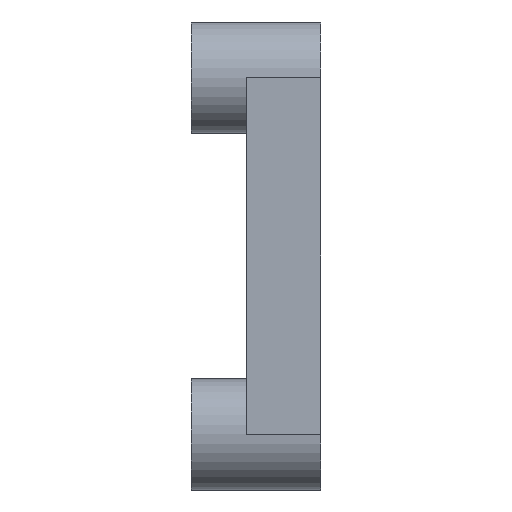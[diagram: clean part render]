
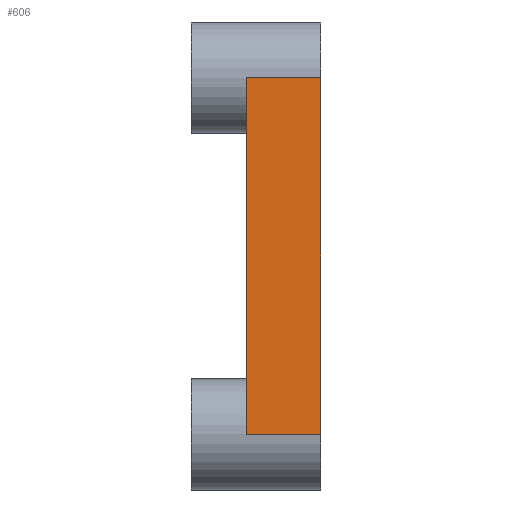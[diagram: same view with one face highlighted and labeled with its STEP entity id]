
A CAD part, left-side view. The second image highlights one B-rep face of the part: STEP entity #606.
In plain terms, the highlighted planar face has unit normal (-1, 0, 0).
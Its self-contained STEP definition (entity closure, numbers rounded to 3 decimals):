
#125 = DIRECTION ( 'NONE',  ( 0., 0., 1. ) ) ;
#139 = ORIENTED_EDGE ( 'NONE', *, *, #983, .T. ) ;
#186 = VECTOR ( 'NONE', #1579, 1000. ) ;
#275 = DIRECTION ( 'NONE',  ( 1., 0., 0. ) ) ;
#293 = CARTESIAN_POINT ( 'NONE',  ( -42.665, 4., 9.615 ) ) ;
#325 = CARTESIAN_POINT ( 'NONE',  ( -42.665, 4., -9.615 ) ) ;
#397 = CARTESIAN_POINT ( 'NONE',  ( -42.665, 4., -9.615 ) ) ;
#408 = CARTESIAN_POINT ( 'NONE',  ( -42.665, 4., -9.615 ) ) ;
#429 = EDGE_CURVE ( 'NONE', #576, #1326, #831, .T. ) ;
#530 = VERTEX_POINT ( 'NONE', #1522 ) ;
#542 = CARTESIAN_POINT ( 'NONE',  ( -42.665, 4., 9.615 ) ) ;
#571 = DIRECTION ( 'NONE',  ( 0., 0., 1. ) ) ;
#576 = VERTEX_POINT ( 'NONE', #293 ) ;
#590 = EDGE_LOOP ( 'NONE', ( #139, #1123, #771, #904 ) ) ;
#606 = ADVANCED_FACE ( 'NONE', ( #1280 ), #1290, .F. ) ;
#690 = AXIS2_PLACEMENT_3D ( 'NONE', #408, #275, #1599 ) ;
#706 = VECTOR ( 'NONE', #1426, 1000. ) ;
#771 = ORIENTED_EDGE ( 'NONE', *, *, #934, .F. ) ;
#831 = LINE ( 'NONE', #542, #186 ) ;
#851 = LINE ( 'NONE', #1003, #1134 ) ;
#868 = CARTESIAN_POINT ( 'NONE',  ( -42.665, 0., 9.615 ) ) ;
#904 = ORIENTED_EDGE ( 'NONE', *, *, #1646, .T. ) ;
#934 = EDGE_CURVE ( 'NONE', #1474, #576, #1608, .T. ) ;
#983 = EDGE_CURVE ( 'NONE', #530, #1326, #851, .T. ) ;
#1003 = CARTESIAN_POINT ( 'NONE',  ( -42.665, 0., -9.615 ) ) ;
#1123 = ORIENTED_EDGE ( 'NONE', *, *, #429, .F. ) ;
#1134 = VECTOR ( 'NONE', #125, 1000. ) ;
#1265 = CARTESIAN_POINT ( 'NONE',  ( -42.665, 4., -9.615 ) ) ;
#1280 = FACE_OUTER_BOUND ( 'NONE', #590, .T. ) ;
#1290 = PLANE ( 'NONE',  #690 ) ;
#1326 = VERTEX_POINT ( 'NONE', #868 ) ;
#1426 = DIRECTION ( 'NONE',  ( 0., -1., 0. ) ) ;
#1474 = VERTEX_POINT ( 'NONE', #325 ) ;
#1522 = CARTESIAN_POINT ( 'NONE',  ( -42.665, 0., -9.615 ) ) ;
#1574 = VECTOR ( 'NONE', #571, 1000. ) ;
#1579 = DIRECTION ( 'NONE',  ( 0., -1., 0. ) ) ;
#1599 = DIRECTION ( 'NONE',  ( 0., 0., -1. ) ) ;
#1608 = LINE ( 'NONE', #397, #1574 ) ;
#1646 = EDGE_CURVE ( 'NONE', #1474, #530, #1872, .T. ) ;
#1872 = LINE ( 'NONE', #1265, #706 ) ;
